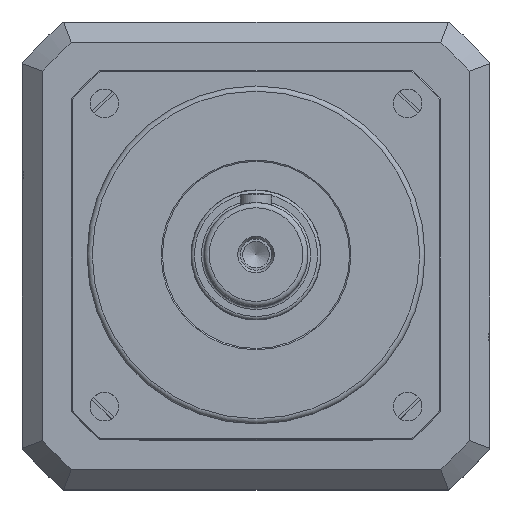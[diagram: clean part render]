
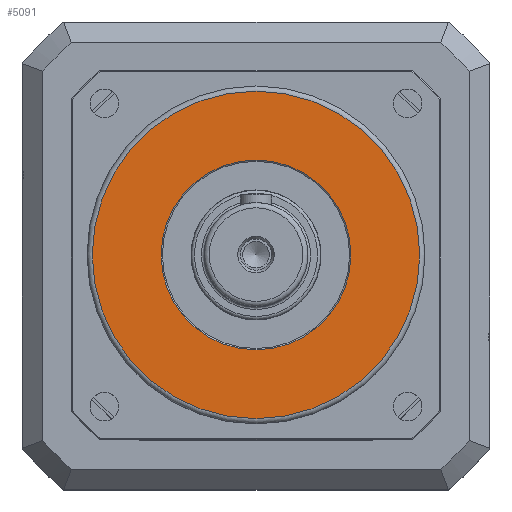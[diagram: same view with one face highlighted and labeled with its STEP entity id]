
A CAD part, top view. The second image highlights one B-rep face of the part: STEP entity #5091.
In plain terms, the highlighted planar face has unit normal (0, 0, 1).
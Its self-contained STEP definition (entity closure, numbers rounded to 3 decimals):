
#3952=CARTESIAN_POINT('',(36.5,0.0,15.0));
#3953=VERTEX_POINT('',#3952);
#3954=CARTESIAN_POINT('',(0.0,0.0,15.0));
#3955=DIRECTION('',(0.0,0.0,-1.0));
#3956=DIRECTION('',(1.0,0.0,0.0));
#3957=AXIS2_PLACEMENT_3D('',#3954,#3955,#3956);
#3958=CIRCLE('',#3957,36.5);
#3959=EDGE_CURVE('',#3953,#3953,#3958,.T.);
#3980=CARTESIAN_POINT('',(63.,0.0,15.0));
#3981=VERTEX_POINT('',#3980);
#3982=CARTESIAN_POINT('',(0.0,0.0,15.0));
#3983=DIRECTION('',(0.0,0.0,1.0));
#3984=DIRECTION('',(1.0,0.0,0.0));
#3985=AXIS2_PLACEMENT_3D('',#3982,#3983,#3984);
#3986=CIRCLE('',#3985,63.);
#3987=EDGE_CURVE('',#3981,#3981,#3986,.T.);
#5080=CARTESIAN_POINT('',(0.0,0.0,15.0));
#5081=DIRECTION('',(0.0,0.0,1.0));
#5082=DIRECTION('',(1.0,0.0,0.0));
#5083=AXIS2_PLACEMENT_3D('',#5080,#5081,#5082);
#5084=PLANE('',#5083);
#5085=ORIENTED_EDGE('',*,*,#3987,.T.);
#5086=EDGE_LOOP('',(#5085));
#5087=FACE_OUTER_BOUND('',#5086,.T.);
#5088=ORIENTED_EDGE('',*,*,#3959,.T.);
#5089=EDGE_LOOP('',(#5088));
#5090=FACE_BOUND('',#5089,.T.);
#5091=ADVANCED_FACE('',(#5087,#5090),#5084,.T.);
